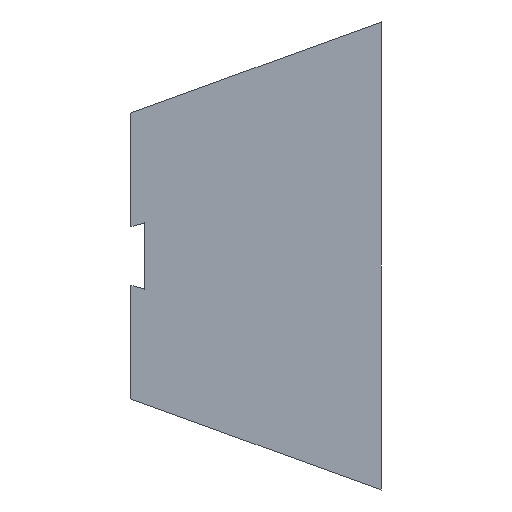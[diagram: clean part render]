
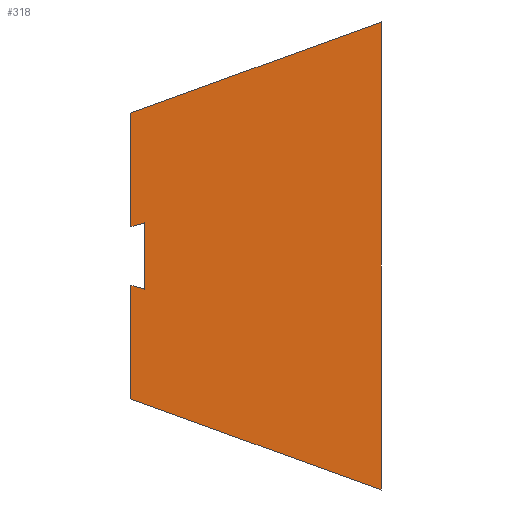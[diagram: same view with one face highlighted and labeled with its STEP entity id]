
A CAD part, left-side view. The second image highlights one B-rep face of the part: STEP entity #318.
In plain terms, the highlighted planar face has unit normal (-1, 0, 0).
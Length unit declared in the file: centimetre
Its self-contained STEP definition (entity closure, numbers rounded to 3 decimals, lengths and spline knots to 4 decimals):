
#27=PLANE('',#366);
#43=FACE_OUTER_BOUND('',#63,.T.);
#63=EDGE_LOOP('',(#256,#257,#258,#259,#260,#261,#262,#263));
#74=LINE('',#495,#102);
#78=LINE('',#504,#106);
#82=LINE('',#511,#110);
#86=LINE('',#518,#114);
#87=LINE('',#521,#115);
#90=LINE('',#527,#118);
#91=LINE('',#529,#119);
#92=LINE('',#530,#120);
#102=VECTOR('',#415,1.);
#106=VECTOR('',#421,1.);
#110=VECTOR('',#427,1.);
#114=VECTOR('',#433,1.);
#115=VECTOR('',#436,1.);
#118=VECTOR('',#441,1.);
#119=VECTOR('',#442,1.);
#120=VECTOR('',#443,1.);
#150=VERTEX_POINT('',#493);
#151=VERTEX_POINT('',#494);
#154=VERTEX_POINT('',#502);
#155=VERTEX_POINT('',#503);
#159=VERTEX_POINT('',#516);
#160=VERTEX_POINT('',#520);
#162=VERTEX_POINT('',#526);
#163=VERTEX_POINT('',#528);
#182=EDGE_CURVE('',#150,#151,#74,.T.);
#186=EDGE_CURVE('',#154,#155,#78,.T.);
#190=EDGE_CURVE('',#155,#150,#82,.T.);
#194=EDGE_CURVE('',#159,#151,#86,.T.);
#195=EDGE_CURVE('',#154,#160,#87,.T.);
#198=EDGE_CURVE('',#162,#159,#90,.T.);
#199=EDGE_CURVE('',#163,#162,#91,.T.);
#200=EDGE_CURVE('',#160,#163,#92,.T.);
#256=ORIENTED_EDGE('',*,*,#186,.T.);
#257=ORIENTED_EDGE('',*,*,#190,.T.);
#258=ORIENTED_EDGE('',*,*,#182,.T.);
#259=ORIENTED_EDGE('',*,*,#194,.F.);
#260=ORIENTED_EDGE('',*,*,#198,.F.);
#261=ORIENTED_EDGE('',*,*,#199,.F.);
#262=ORIENTED_EDGE('',*,*,#200,.F.);
#263=ORIENTED_EDGE('',*,*,#195,.F.);
#318=ADVANCED_FACE('',(#43),#27,.F.);
#366=AXIS2_PLACEMENT_3D('',#525,#439,#440);
#415=DIRECTION('',(0.,0.962,0.271));
#421=DIRECTION('',(0.,-0.962,0.271));
#427=DIRECTION('',(0.,0.,-1.));
#433=DIRECTION('',(0.,0.,1.));
#436=DIRECTION('',(0.,0.,1.));
#439=DIRECTION('center_axis',(1.,0.,0.));
#440=DIRECTION('ref_axis',(0.,0.,-1.));
#441=DIRECTION('',(0.,0.94,0.342));
#442=DIRECTION('',(0.,0.,-1.));
#443=DIRECTION('',(0.,-0.94,0.342));
#493=CARTESIAN_POINT('',(0.,3.11,-0.9275));
#494=CARTESIAN_POINT('',(0.,3.5,-0.8175));
#495=CARTESIAN_POINT('',(0.,1.9858,-1.2446));
#502=CARTESIAN_POINT('',(0.,3.5,0.818));
#503=CARTESIAN_POINT('',(0.,3.11,0.928));
#504=CARTESIAN_POINT('',(0.,1.7908,1.3001));
#511=CARTESIAN_POINT('',(0.,3.11,-0.4638));
#516=CARTESIAN_POINT('',(0.,3.5,-4.));
#518=CARTESIAN_POINT('',(0.,3.5,-4.));
#520=CARTESIAN_POINT('',(0.,3.5,4.));
#521=CARTESIAN_POINT('',(0.,3.5,-4.));
#525=CARTESIAN_POINT('Origin',(0.,0.,0.));
#526=CARTESIAN_POINT('',(0.,-3.5,-6.5478));
#527=CARTESIAN_POINT('',(0.,-3.5,-6.5478));
#528=CARTESIAN_POINT('',(0.,-3.5,6.5478));
#529=CARTESIAN_POINT('',(0.,-3.5,6.5478));
#530=CARTESIAN_POINT('',(0.,3.5,4.));
